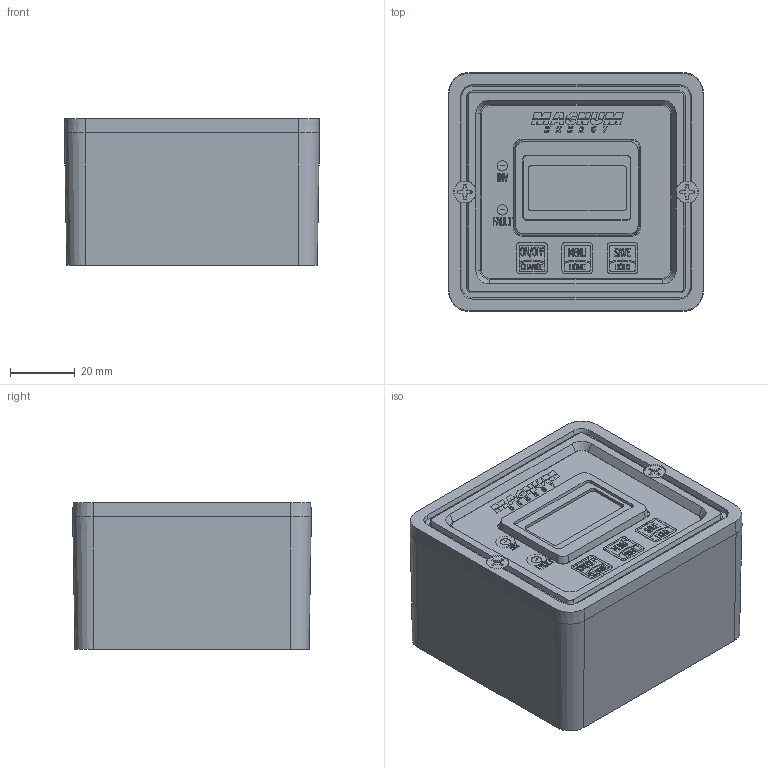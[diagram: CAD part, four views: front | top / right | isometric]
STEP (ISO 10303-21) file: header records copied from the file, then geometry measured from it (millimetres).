
FILE_DESCRIPTION (( 'STEP AP214' ), '1' );
FILE_NAME ('test.STEP', '2018-05-09T21:43:26', ( '' ), ( '' ), 'SwSTEP 2.0', 'SolidWorks 2015', '' );
FILE_SCHEMA (( 'AUTOMOTIVE_DESIGN' ));
Length unit declared in the file: inch
Products named in the file (1): test
Bounding box: 78.73 x 73.66 x 45.3 mm (x, y, z)
Volume: 88274.9 mm3; surface area: 82082.8 mm2
Topology: 21 solids, 21 shells, 1996 faces, 5331 edges, 3503 vertices
Faces by surface type: plane 950, cylinder 585, bspline 210, cone 181, torus 50, sphere 20
Entity records: 115337 total; most frequent: CARTESIAN_POINT 40945, ORIENTED_EDGE 10630, DIRECTION 9081, EDGE_CURVE 5315, VERTEX_POINT 3495, LINE 3095, VECTOR 3095, AXIS2_PLACEMENT_3D 2993
